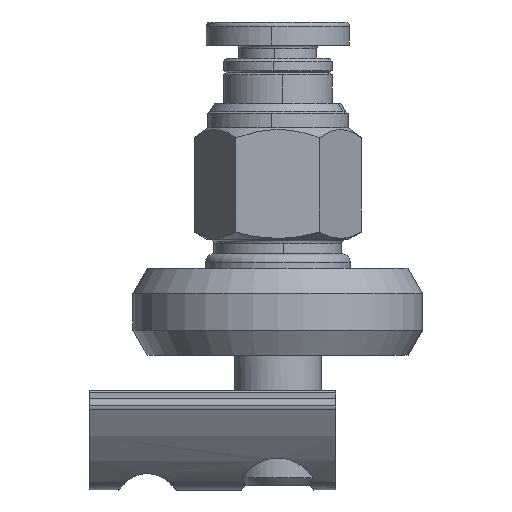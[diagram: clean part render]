
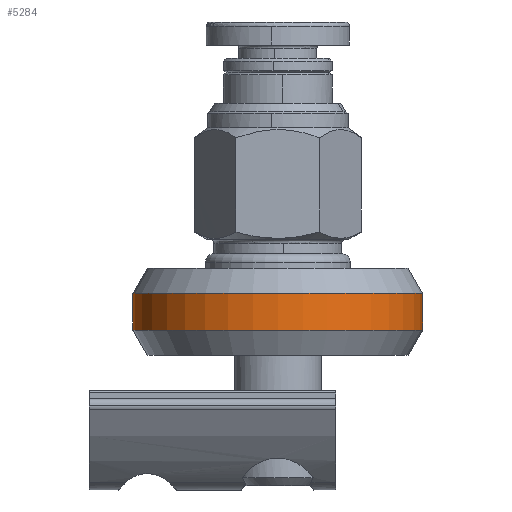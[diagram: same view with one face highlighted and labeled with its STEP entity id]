
A CAD part, front view. The second image highlights one B-rep face of the part: STEP entity #5284.
In plain terms, the highlighted cylindrical face has radius 10 mm (diameter 20 mm), a partial arc.
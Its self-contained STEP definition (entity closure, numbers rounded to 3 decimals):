
#26 = EDGE_CURVE ( 'NONE', #7652, #3281, #6938, .T. ) ;
#408 = DIRECTION ( 'NONE',  ( 0., 0., -1. ) ) ;
#763 = CARTESIAN_POINT ( 'NONE',  ( 0., -45., 6. ) ) ;
#1603 = ORIENTED_EDGE ( 'NONE', *, *, #4128, .T. ) ;
#1605 = DIRECTION ( 'NONE',  ( 0., 0., -1. ) ) ;
#2168 = DIRECTION ( 'NONE',  ( -1., 0., 0. ) ) ;
#2326 = CARTESIAN_POINT ( 'NONE',  ( -10., -45., 4.268 ) ) ;
#2447 = ORIENTED_EDGE ( 'NONE', *, *, #5392, .T. ) ;
#2510 = VERTEX_POINT ( 'NONE', #2326 ) ;
#2761 = LINE ( 'NONE', #8555, #4921 ) ;
#3266 = CARTESIAN_POINT ( 'NONE',  ( -10., -45., 1.732 ) ) ;
#3280 = AXIS2_PLACEMENT_3D ( 'NONE', #7692, #5651, #4750 ) ;
#3281 = VERTEX_POINT ( 'NONE', #6762 ) ;
#3593 = CYLINDRICAL_SURFACE ( 'NONE', #3673, 10. ) ;
#3673 = AXIS2_PLACEMENT_3D ( 'NONE', #763, #1605, #2168 ) ;
#3746 = ORIENTED_EDGE ( 'NONE', *, *, #26, .F. ) ;
#4128 = EDGE_CURVE ( 'NONE', #2510, #7324, #2761, .T. ) ;
#4750 = DIRECTION ( 'NONE',  ( 1., 0., 0. ) ) ;
#4921 = VECTOR ( 'NONE', #7186, 1000. ) ;
#5283 = VECTOR ( 'NONE', #408, 1000. ) ;
#5284 = ADVANCED_FACE ( 'NONE', ( #8753 ), #3593, .T. ) ;
#5392 = EDGE_CURVE ( 'NONE', #7324, #3281, #8961, .T. ) ;
#5651 = DIRECTION ( 'NONE',  ( 0., 0., -1. ) ) ;
#6195 = DIRECTION ( 'NONE',  ( 0., 0., 1. ) ) ;
#6632 = ORIENTED_EDGE ( 'NONE', *, *, #8568, .T. ) ;
#6762 = CARTESIAN_POINT ( 'NONE',  ( 10., -45., 1.732 ) ) ;
#6903 = CARTESIAN_POINT ( 'NONE',  ( 0., -45., 1.732 ) ) ;
#6916 = CIRCLE ( 'NONE', #3280, 10. ) ;
#6938 = LINE ( 'NONE', #8313, #5283 ) ;
#7007 = AXIS2_PLACEMENT_3D ( 'NONE', #6903, #6195, #9071 ) ;
#7116 = CARTESIAN_POINT ( 'NONE',  ( 10., -45., 4.268 ) ) ;
#7186 = DIRECTION ( 'NONE',  ( 0., 0., -1. ) ) ;
#7324 = VERTEX_POINT ( 'NONE', #3266 ) ;
#7652 = VERTEX_POINT ( 'NONE', #7116 ) ;
#7692 = CARTESIAN_POINT ( 'NONE',  ( 0., -45., 4.268 ) ) ;
#8313 = CARTESIAN_POINT ( 'NONE',  ( 10., -45., 6. ) ) ;
#8555 = CARTESIAN_POINT ( 'NONE',  ( -10., -45., 6. ) ) ;
#8568 = EDGE_CURVE ( 'NONE', #7652, #2510, #6916, .T. ) ;
#8753 = FACE_OUTER_BOUND ( 'NONE', #9323, .T. ) ;
#8961 = CIRCLE ( 'NONE', #7007, 10. ) ;
#9071 = DIRECTION ( 'NONE',  ( -1., 0., 0. ) ) ;
#9323 = EDGE_LOOP ( 'NONE', ( #1603, #2447, #3746, #6632 ) ) ;
